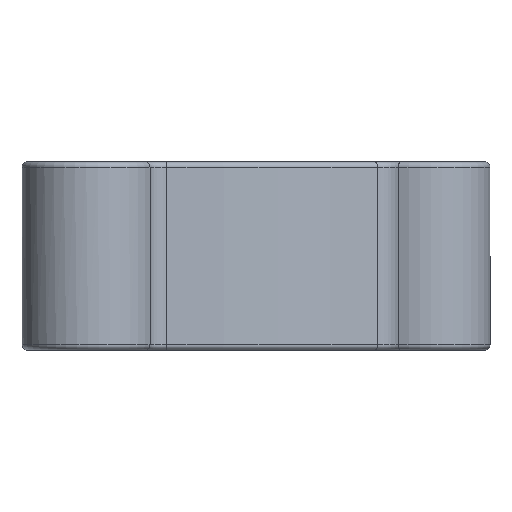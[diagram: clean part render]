
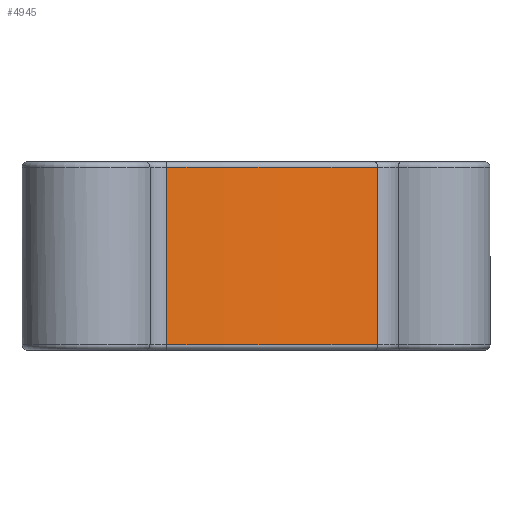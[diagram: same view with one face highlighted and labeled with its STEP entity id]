
A CAD part, left-side view. The second image highlights one B-rep face of the part: STEP entity #4945.
In plain terms, the highlighted cylindrical face has radius 20.273 mm (diameter 40.546 mm), a partial arc.
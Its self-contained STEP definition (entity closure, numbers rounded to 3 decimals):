
#288=LINE('',#9070,#494);
#289=LINE('',#9076,#495);
#494=VECTOR('',#6700,10.);
#495=VECTOR('',#6707,10.);
#652=CYLINDRICAL_SURFACE('',#5480,20.273);
#847=FACE_OUTER_BOUND('',#1188,.T.);
#1188=EDGE_LOOP('',(#3677,#3678,#3679,#3680));
#1612=CIRCLE('',#5481,20.273);
#1613=CIRCLE('',#5482,20.273);
#2132=VERTEX_POINT('',#9068);
#2133=VERTEX_POINT('',#9069);
#2134=VERTEX_POINT('',#9074);
#2135=VERTEX_POINT('',#9075);
#2691=EDGE_CURVE('',#2132,#2133,#288,.T.);
#2694=EDGE_CURVE('',#2134,#2135,#289,.T.);
#2695=EDGE_CURVE('',#2135,#2132,#1612,.T.);
#2696=EDGE_CURVE('',#2133,#2134,#1613,.T.);
#3677=ORIENTED_EDGE('',*,*,#2694,.T.);
#3678=ORIENTED_EDGE('',*,*,#2695,.T.);
#3679=ORIENTED_EDGE('',*,*,#2691,.T.);
#3680=ORIENTED_EDGE('',*,*,#2696,.T.);
#4945=ADVANCED_FACE('',(#847),#652,.T.);
#5480=AXIS2_PLACEMENT_3D('',#9073,#6705,#6706);
#5481=AXIS2_PLACEMENT_3D('',#9077,#6708,#6709);
#5482=AXIS2_PLACEMENT_3D('',#9078,#6710,#6711);
#6700=DIRECTION('',(0.,0.,-1.));
#6705=DIRECTION('center_axis',(0.,0.,1.));
#6706=DIRECTION('ref_axis',(-0.654,-0.756,0.));
#6707=DIRECTION('',(0.,0.,1.));
#6708=DIRECTION('center_axis',(0.,0.,-1.));
#6709=DIRECTION('ref_axis',(-0.922,-0.387,0.));
#6710=DIRECTION('center_axis',(0.,0.,1.));
#6711=DIRECTION('ref_axis',(-0.922,-0.387,0.));
#9068=CARTESIAN_POINT('',(-23.747,12.265,6.15));
#9069=CARTESIAN_POINT('',(-23.747,12.265,-2.35));
#9070=CARTESIAN_POINT('',(-23.747,12.265,0.));
#9073=CARTESIAN_POINT('Origin',(-3.629,14.766,6.4));
#9074=CARTESIAN_POINT('',(-19.518,2.176,-2.35));
#9075=CARTESIAN_POINT('',(-19.518,2.176,6.15));
#9076=CARTESIAN_POINT('',(-19.518,2.176,6.4));
#9077=CARTESIAN_POINT('Origin',(-3.629,14.766,6.15));
#9078=CARTESIAN_POINT('Origin',(-3.629,14.766,-2.35));
